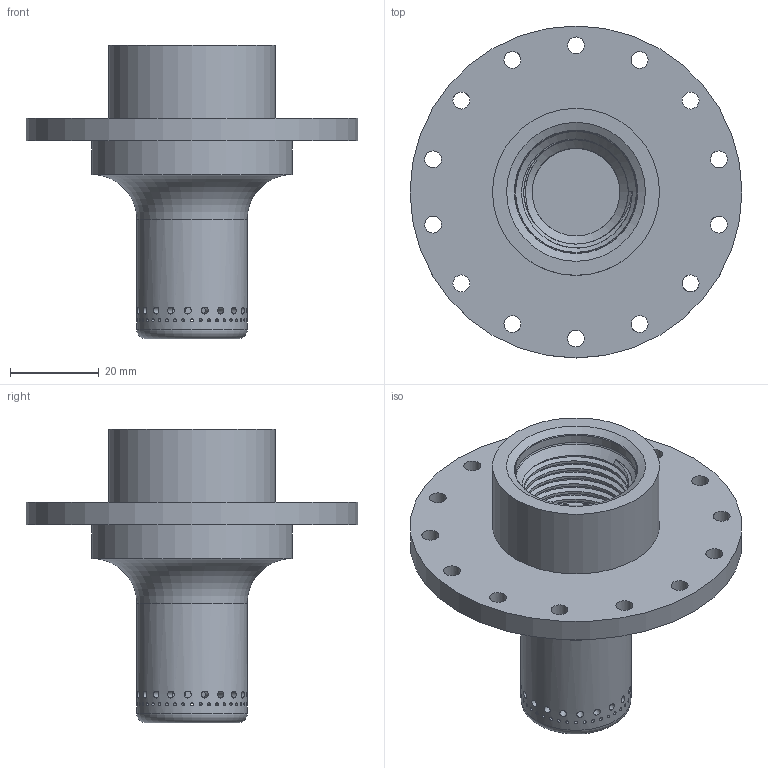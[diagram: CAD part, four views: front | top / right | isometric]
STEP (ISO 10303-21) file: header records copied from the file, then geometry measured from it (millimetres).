
FILE_DESCRIPTION(/* description */ (''),/* implementation_level */ '2;1');
FILE_NAME(/* name */ 'LA0002-L_A_1-Injector Layout.stp',/* time_stamp */ '2025-11-15T02:27:40-05:00',/* author */ (''),/* organization */ (''),/* preprocessor_version */ 'ST-DEVELOPER v18.102',/* originating_system */ 'SIEMENS PLM Software NX 2027',/* authorisation */ '');
FILE_SCHEMA (('AUTOMOTIVE_DESIGN { 1 0 10303 214 3 1 1 1 }'));
Length unit declared in the file: inch
Products named in the file (1): A_objects
Bounding box: 74.93 x 74.93 x 66.27 mm (x, y, z)
Volume: 47305.5 mm3; surface area: 21568.8 mm2
Topology: 1 solids, 1 shells, 106 faces, 306 edges, 205 vertices
Faces by surface type: cylinder 85, plane 10, cone 4, torus 4, bspline 3
Full cylindrical faces by diameter (mm): 0.711 x40, 1.587 x20, 3.175 x3, 3.81 x14, 19.812 x1, 24.892 x1, 27.584 x1, 37.694 x1, 45.212 x1, 74.93 x1
Entity records: 11834 total; most frequent: CARTESIAN_POINT 9462, ORIENTED_EDGE 382, EDGE_LOOP 349, FACE_BOUND 337, DIRECTION 317, EDGE_CURVE 191, VERTEX_POINT 184, AXIS2_PLACEMENT_3D 156
